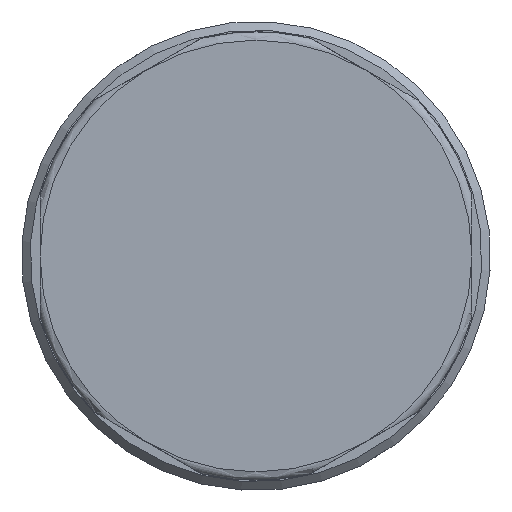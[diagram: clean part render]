
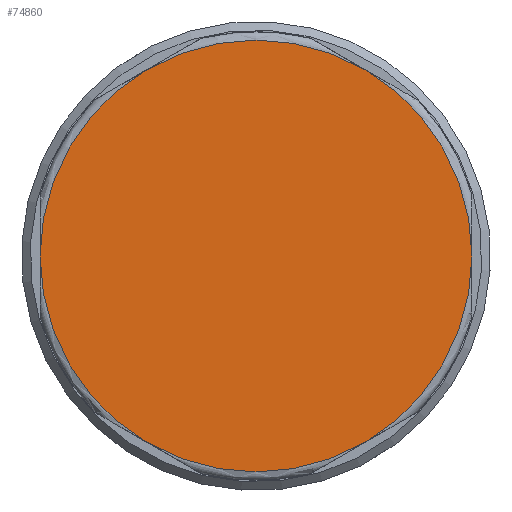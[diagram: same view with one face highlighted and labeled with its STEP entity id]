
A CAD part, left-side view. The second image highlights one B-rep face of the part: STEP entity #74860.
In plain terms, the highlighted planar face has unit normal (-1, 0, 0).
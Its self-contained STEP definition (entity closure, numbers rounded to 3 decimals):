
#74799=CARTESIAN_POINT('',(0.0,10.288,0.0));
#74800=DIRECTION('',(-1.0,0.0,0.0));
#74801=DIRECTION('',(0.0,0.0,1.0));
#74802=AXIS2_PLACEMENT_3D('',#74799,#74800,#74801);
#74803=PLANE('',#74802);
#74804=CARTESIAN_POINT('',(0.0,12.5,0.0));
#74805=VERTEX_POINT('',#74804);
#74806=CARTESIAN_POINT('',(0.0,6.25,10.825));
#74807=VERTEX_POINT('',#74806);
#74808=CARTESIAN_POINT('',(0.0,0.0,0.0));
#74809=DIRECTION('',(1.0,0.0,0.0));
#74810=DIRECTION('',(0.0,-1.0,0.0));
#74811=AXIS2_PLACEMENT_3D('',#74808,#74809,#74810);
#74812=CIRCLE('',#74811,12.5);
#74813=EDGE_CURVE('',#74805,#74807,#74812,.T.);
#74814=ORIENTED_EDGE('',*,*,#74813,.F.);
#74815=CARTESIAN_POINT('',(0.0,6.25,-10.825));
#74816=VERTEX_POINT('',#74815);
#74817=CARTESIAN_POINT('',(0.0,0.0,0.0));
#74818=DIRECTION('',(1.0,0.0,0.0));
#74819=DIRECTION('',(0.0,-1.0,0.0));
#74820=AXIS2_PLACEMENT_3D('',#74817,#74818,#74819);
#74821=CIRCLE('',#74820,12.5);
#74822=EDGE_CURVE('',#74816,#74805,#74821,.T.);
#74823=ORIENTED_EDGE('',*,*,#74822,.F.);
#74824=CARTESIAN_POINT('',(0.0,-6.25,-10.825));
#74825=VERTEX_POINT('',#74824);
#74826=CARTESIAN_POINT('',(0.0,0.0,0.0));
#74827=DIRECTION('',(1.0,0.0,0.0));
#74828=DIRECTION('',(0.0,-1.0,0.0));
#74829=AXIS2_PLACEMENT_3D('',#74826,#74827,#74828);
#74830=CIRCLE('',#74829,12.5);
#74831=EDGE_CURVE('',#74825,#74816,#74830,.T.);
#74832=ORIENTED_EDGE('',*,*,#74831,.F.);
#74833=CARTESIAN_POINT('',(0.0,-12.5,0.));
#74834=VERTEX_POINT('',#74833);
#74835=CARTESIAN_POINT('',(0.0,0.0,0.0));
#74836=DIRECTION('',(1.0,0.0,0.0));
#74837=DIRECTION('',(0.0,-1.0,0.0));
#74838=AXIS2_PLACEMENT_3D('',#74835,#74836,#74837);
#74839=CIRCLE('',#74838,12.5);
#74840=EDGE_CURVE('',#74834,#74825,#74839,.T.);
#74841=ORIENTED_EDGE('',*,*,#74840,.F.);
#74842=CARTESIAN_POINT('',(0.0,-6.25,10.825));
#74843=VERTEX_POINT('',#74842);
#74844=CARTESIAN_POINT('',(0.0,0.0,0.0));
#74845=DIRECTION('',(1.0,0.0,0.0));
#74846=DIRECTION('',(0.0,-1.0,0.0));
#74847=AXIS2_PLACEMENT_3D('',#74844,#74845,#74846);
#74848=CIRCLE('',#74847,12.5);
#74849=EDGE_CURVE('',#74843,#74834,#74848,.T.);
#74850=ORIENTED_EDGE('',*,*,#74849,.F.);
#74851=CARTESIAN_POINT('',(0.0,0.0,0.0));
#74852=DIRECTION('',(1.0,0.0,0.0));
#74853=DIRECTION('',(0.0,-1.0,0.0));
#74854=AXIS2_PLACEMENT_3D('',#74851,#74852,#74853);
#74855=CIRCLE('',#74854,12.5);
#74856=EDGE_CURVE('',#74807,#74843,#74855,.T.);
#74857=ORIENTED_EDGE('',*,*,#74856,.F.);
#74858=EDGE_LOOP('',(#74814,#74823,#74832,#74841,#74850,#74857));
#74859=FACE_OUTER_BOUND('',#74858,.T.);
#74860=ADVANCED_FACE('',(#74859),#74803,.T.);
